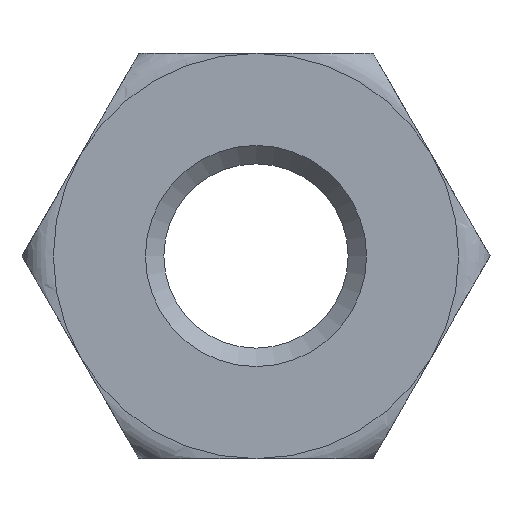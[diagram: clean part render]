
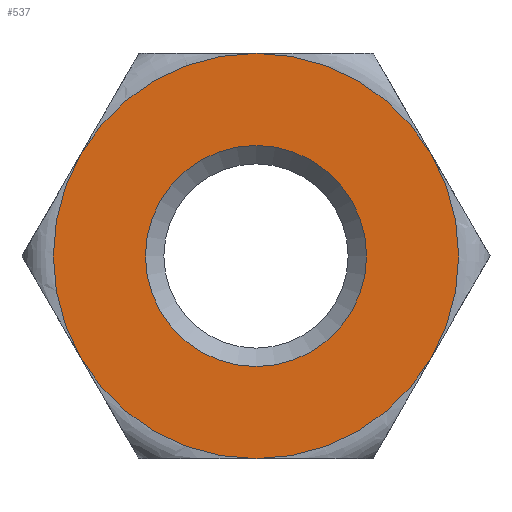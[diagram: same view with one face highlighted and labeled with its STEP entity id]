
A CAD part, front view. The second image highlights one B-rep face of the part: STEP entity #537.
In plain terms, the highlighted planar face has unit normal (0, -1, 0).
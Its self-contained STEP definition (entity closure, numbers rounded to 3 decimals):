
#19 = AXIS2_PLACEMENT_3D ( 'NONE', #351, #287, #214 ) ;
#24 = EDGE_CURVE ( 'NONE', #448, #789, #588, .T. ) ;
#28 = CARTESIAN_POINT ( 'NONE',  ( 2.382, -1.2, -1.375 ) ) ;
#41 = FACE_OUTER_BOUND ( 'NONE', #603, .T. ) ;
#56 = CARTESIAN_POINT ( 'NONE',  ( 0., -1.2, 0. ) ) ;
#60 = DIRECTION ( 'NONE',  ( 0., 1., 0. ) ) ;
#105 = CARTESIAN_POINT ( 'NONE',  ( 0., -1.2, 2.75 ) ) ;
#106 = CARTESIAN_POINT ( 'NONE',  ( 0., -1.2, 0. ) ) ;
#115 = CIRCLE ( 'NONE', #602, 1.5 ) ;
#118 = VERTEX_POINT ( 'NONE', #674 ) ;
#121 = DIRECTION ( 'NONE',  ( 0., 1., 0. ) ) ;
#143 = AXIS2_PLACEMENT_3D ( 'NONE', #300, #841, #495 ) ;
#154 = EDGE_CURVE ( 'NONE', #660, #660, #115, .T. ) ;
#206 = EDGE_CURVE ( 'NONE', #872, #118, #844, .T. ) ;
#214 = DIRECTION ( 'NONE',  ( 1., 0., 0. ) ) ;
#221 = AXIS2_PLACEMENT_3D ( 'NONE', #413, #121, #477 ) ;
#229 = CARTESIAN_POINT ( 'NONE',  ( -2.382, -1.2, 1.375 ) ) ;
#232 = AXIS2_PLACEMENT_3D ( 'NONE', #324, #255, #722 ) ;
#253 = CARTESIAN_POINT ( 'NONE',  ( 0., -1.2, 1.5 ) ) ;
#255 = DIRECTION ( 'NONE',  ( 0., 1., 0. ) ) ;
#267 = DIRECTION ( 'NONE',  ( 1., 0., 0. ) ) ;
#269 = ORIENTED_EDGE ( 'NONE', *, *, #641, .F. ) ;
#287 = DIRECTION ( 'NONE',  ( 0., 1., 0. ) ) ;
#291 = AXIS2_PLACEMENT_3D ( 'NONE', #340, #60, #267 ) ;
#300 = CARTESIAN_POINT ( 'NONE',  ( 0., -1.2, 0. ) ) ;
#302 = EDGE_CURVE ( 'NONE', #789, #872, #560, .T. ) ;
#317 = DIRECTION ( 'NONE',  ( 0., 1., 0. ) ) ;
#324 = CARTESIAN_POINT ( 'NONE',  ( 0., -1.2, 0. ) ) ;
#340 = CARTESIAN_POINT ( 'NONE',  ( 0., -1.2, 0. ) ) ;
#351 = CARTESIAN_POINT ( 'NONE',  ( 0., -1.2, 0. ) ) ;
#402 = CIRCLE ( 'NONE', #19, 2.75 ) ;
#413 = CARTESIAN_POINT ( 'NONE',  ( 0., -1.2, 0. ) ) ;
#448 = VERTEX_POINT ( 'NONE', #763 ) ;
#464 = ORIENTED_EDGE ( 'NONE', *, *, #24, .F. ) ;
#469 = DIRECTION ( 'NONE',  ( 0., 1., 0. ) ) ;
#472 = AXIS2_PLACEMENT_3D ( 'NONE', #106, #317, #515 ) ;
#475 = DIRECTION ( 'NONE',  ( 0., 0., 1. ) ) ;
#477 = DIRECTION ( 'NONE',  ( -1., 0., 0. ) ) ;
#495 = DIRECTION ( 'NONE',  ( 1., 0., 0. ) ) ;
#512 = VERTEX_POINT ( 'NONE', #229 ) ;
#515 = DIRECTION ( 'NONE',  ( 0., 0., 1. ) ) ;
#521 = DIRECTION ( 'NONE',  ( 0., 1., 0. ) ) ;
#523 = EDGE_LOOP ( 'NONE', ( #783 ) ) ;
#537 = ADVANCED_FACE ( 'NONE', ( #586, #41 ), #737, .F. ) ;
#546 = CIRCLE ( 'NONE', #221, 2.75 ) ;
#559 = ORIENTED_EDGE ( 'NONE', *, *, #698, .F. ) ;
#560 = CIRCLE ( 'NONE', #232, 2.75 ) ;
#586 = FACE_BOUND ( 'NONE', #523, .T. ) ;
#588 = CIRCLE ( 'NONE', #291, 2.75 ) ;
#602 = AXIS2_PLACEMENT_3D ( 'NONE', #56, #469, #475 ) ;
#603 = EDGE_LOOP ( 'NONE', ( #724, #464, #269, #559, #692, #868 ) ) ;
#615 = EDGE_CURVE ( 'NONE', #118, #512, #773, .T. ) ;
#641 = EDGE_CURVE ( 'NONE', #850, #448, #402, .T. ) ;
#660 = VERTEX_POINT ( 'NONE', #253 ) ;
#674 = CARTESIAN_POINT ( 'NONE',  ( -2.382, -1.2, -1.375 ) ) ;
#676 = AXIS2_PLACEMENT_3D ( 'NONE', #847, #521, #720 ) ;
#692 = ORIENTED_EDGE ( 'NONE', *, *, #615, .F. ) ;
#698 = EDGE_CURVE ( 'NONE', #512, #850, #546, .T. ) ;
#720 = DIRECTION ( 'NONE',  ( 1., 0., 0. ) ) ;
#722 = DIRECTION ( 'NONE',  ( 1., 0., 0. ) ) ;
#724 = ORIENTED_EDGE ( 'NONE', *, *, #302, .F. ) ;
#737 = PLANE ( 'NONE',  #472 ) ;
#763 = CARTESIAN_POINT ( 'NONE',  ( 2.382, -1.2, 1.375 ) ) ;
#773 = CIRCLE ( 'NONE', #676, 2.75 ) ;
#783 = ORIENTED_EDGE ( 'NONE', *, *, #154, .T. ) ;
#789 = VERTEX_POINT ( 'NONE', #28 ) ;
#841 = DIRECTION ( 'NONE',  ( 0., 1., 0. ) ) ;
#844 = CIRCLE ( 'NONE', #143, 2.75 ) ;
#847 = CARTESIAN_POINT ( 'NONE',  ( 0., -1.2, 0. ) ) ;
#850 = VERTEX_POINT ( 'NONE', #105 ) ;
#860 = CARTESIAN_POINT ( 'NONE',  ( 0., -1.2, -2.75 ) ) ;
#868 = ORIENTED_EDGE ( 'NONE', *, *, #206, .F. ) ;
#872 = VERTEX_POINT ( 'NONE', #860 ) ;
